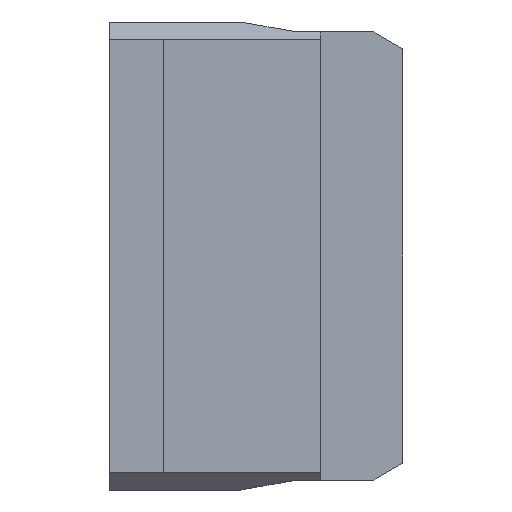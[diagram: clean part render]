
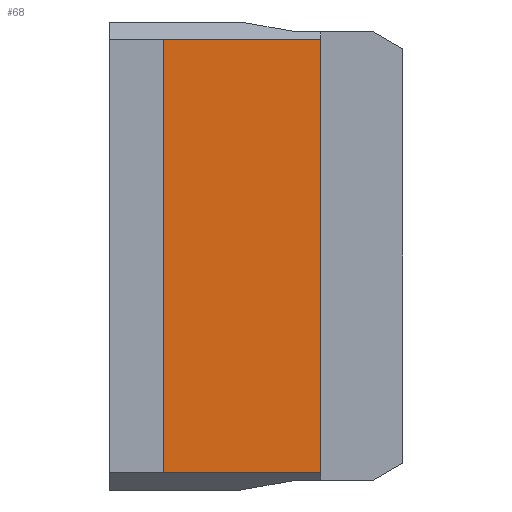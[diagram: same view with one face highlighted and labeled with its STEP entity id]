
A CAD part, left-side view. The second image highlights one B-rep face of the part: STEP entity #68.
In plain terms, the highlighted planar face has unit normal (-1, 0, 0).
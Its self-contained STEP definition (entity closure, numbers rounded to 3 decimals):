
#68=ADVANCED_FACE('',(#122),#95,.T.);
#95=PLANE('',#579);
#122=FACE_OUTER_BOUND('',#149,.T.);
#149=EDGE_LOOP('',(#265,#266,#267,#268));
#265=ORIENTED_EDGE('',*,*,#388,.F.);
#266=ORIENTED_EDGE('',*,*,#389,.F.);
#267=ORIENTED_EDGE('',*,*,#390,.F.);
#268=ORIENTED_EDGE('',*,*,#391,.T.);
#325=VERTEX_POINT('',#831);
#326=VERTEX_POINT('',#832);
#327=VERTEX_POINT('',#834);
#328=VERTEX_POINT('',#836);
#388=EDGE_CURVE('',#325,#326,#455,.T.);
#389=EDGE_CURVE('',#327,#325,#456,.T.);
#390=EDGE_CURVE('',#328,#327,#457,.T.);
#391=EDGE_CURVE('',#328,#326,#458,.T.);
#455=LINE('',#830,#522);
#456=LINE('',#833,#523);
#457=LINE('',#835,#524);
#458=LINE('',#837,#525);
#522=VECTOR('',#690,1.);
#523=VECTOR('',#691,1.);
#524=VECTOR('',#692,1.);
#525=VECTOR('',#693,1.);
#579=AXIS2_PLACEMENT_3D('',#838,#694,#695);
#690=DIRECTION('',(0.,1.,0.));
#691=DIRECTION('',(0.,0.,-1.));
#692=DIRECTION('',(0.,-1.,0.));
#693=DIRECTION('',(0.,0.,-1.));
#694=DIRECTION('',(-1.,0.,0.));
#695=DIRECTION('',(0.,0.,-1.));
#830=CARTESIAN_POINT('',(-31.8,-42.9,3.5));
#831=CARTESIAN_POINT('',(-31.8,-42.9,3.5));
#832=CARTESIAN_POINT('',(-31.8,-11.,3.5));
#833=CARTESIAN_POINT('',(-31.8,-42.9,95.));
#834=CARTESIAN_POINT('',(-31.8,-42.9,91.5));
#835=CARTESIAN_POINT('',(-31.8,-42.9,91.5));
#836=CARTESIAN_POINT('',(-31.8,-11.,91.5));
#837=CARTESIAN_POINT('',(-31.8,-11.,95.));
#838=CARTESIAN_POINT('',(-31.8,-42.9,95.));
